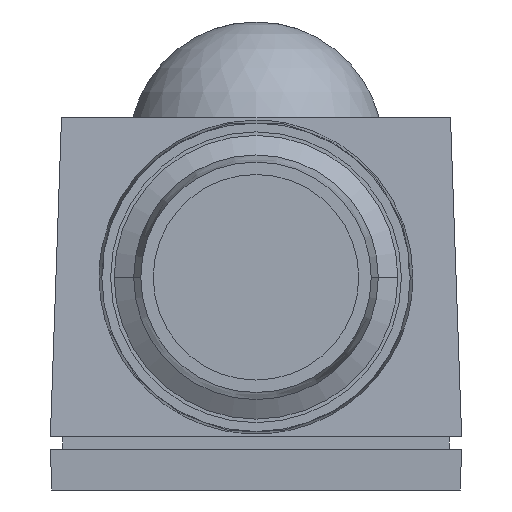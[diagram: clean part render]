
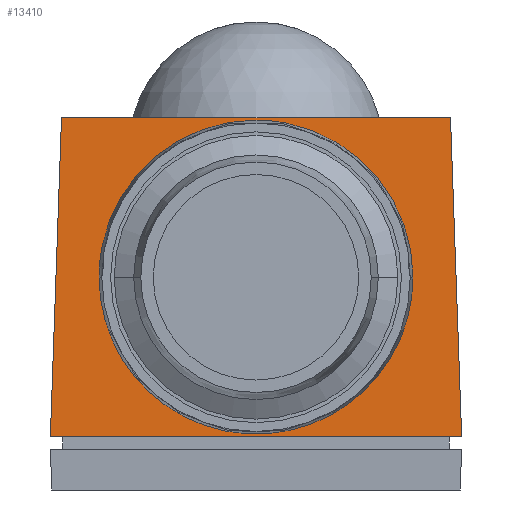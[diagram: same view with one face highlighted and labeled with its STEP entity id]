
A CAD part, front view. The second image highlights one B-rep face of the part: STEP entity #13410.
In plain terms, the highlighted planar face has unit normal (0, -0.999, 0.035).
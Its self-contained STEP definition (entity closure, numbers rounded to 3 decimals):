
#710=CARTESIAN_POINT('',(11.286,0.314,8.5));
#720=VERTEX_POINT('',#710);
#750=CARTESIAN_POINT('',(0.752,0.314,8.5));
#760=DIRECTION('',(-1.,0.,0.));
#770=VECTOR('',#760,1.);
#780=LINE('',#750,#770);
#790=CARTESIAN_POINT('',(0.314,0.314,8.5));
#800=VERTEX_POINT('',#790);
#810=EDGE_CURVE('',#720,#800,#780,.T.);
#2600=CARTESIAN_POINT('',(10.228,0.157,4.));
#2610=VERTEX_POINT('',#2600);
#2690=CARTESIAN_POINT('',(1.372,0.157,4.));
#2700=VERTEX_POINT('',#2690);
#2730=CARTESIAN_POINT('',(5.8,0.157,4.005));
#2740=DIRECTION('',(-0.,-0.999,0.035));
#2750=DIRECTION('',(0.,0.035,0.999));
#2760=AXIS2_PLACEMENT_3D('',#2730,#2740,#2750);
#2770=ELLIPSE('',#2760,4.431,4.428);
#2780=CARTESIAN_POINT('',(5.8,0.312,8.433));
#2790=VERTEX_POINT('',#2780);
#2800=EDGE_CURVE('',#2790,#2700,#2770,.T.);
#2820=EDGE_CURVE('',#2610,#2790,#2770,.T.);
#3550=CARTESIAN_POINT('',(11.6,0.,-0.5));
#3560=VERTEX_POINT('',#3550);
#3720=CARTESIAN_POINT('',(0.,0.,-0.5));
#3730=VERTEX_POINT('',#3720);
#3760=CARTESIAN_POINT('',(0.752,0.,-0.5));
#3770=DIRECTION('',(-1.,0.,0.));
#3780=VECTOR('',#3770,1.);
#3790=LINE('',#3760,#3780);
#3800=EDGE_CURVE('',#3560,#3730,#3790,.T.);
#12540=EDGE_CURVE('',#2700,#2610,#2770,.T.);
#13040=CARTESIAN_POINT('',(0.017,0.017,0.));
#13050=DIRECTION('',(0.035,0.035,
0.999));
#13060=VECTOR('',#13050,1.);
#13070=LINE('',#13040,#13060);
#13080=EDGE_CURVE('',#3730,#800,#13070,.T.);
#13200=CARTESIAN_POINT('',(0.752,-0.017,
-0.999));
#13210=DIRECTION('',(0.,-0.999,0.035));
#13220=DIRECTION('',(1.,0.,-0.));
#13230=AXIS2_PLACEMENT_3D('',#13200,#13210,#13220);
#13240=PLANE('',#13230);
#13250=ORIENTED_EDGE('',*,*,#2800,.F.);
#13260=ORIENTED_EDGE('',*,*,#12540,.F.);
#13270=ORIENTED_EDGE('',*,*,#2820,.F.);
#13280=EDGE_LOOP('',(#13270,#13260,#13250));
#13290=FACE_BOUND('',#13280,.T.);
#13300=ORIENTED_EDGE('',*,*,#810,.T.);
#13310=CARTESIAN_POINT('',(11.583,0.017,0.));
#13320=DIRECTION('',(-0.035,0.035,
0.999));
#13330=VECTOR('',#13320,1.);
#13340=LINE('',#13310,#13330);
#13350=EDGE_CURVE('',#3560,#720,#13340,.T.);
#13360=ORIENTED_EDGE('',*,*,#13350,.T.);
#13370=ORIENTED_EDGE('',*,*,#3800,.F.);
#13380=ORIENTED_EDGE('',*,*,#13080,.F.);
#13390=EDGE_LOOP('',(#13380,#13370,#13360,#13300));
#13400=FACE_OUTER_BOUND('',#13390,.T.);
#13410=ADVANCED_FACE('',(#13290,#13400),#13240,.T.);
